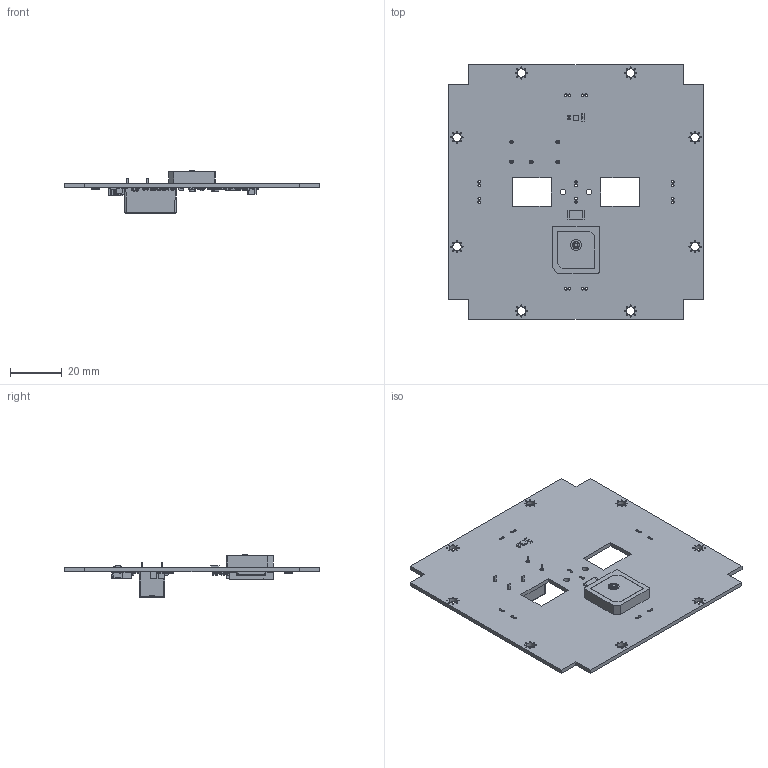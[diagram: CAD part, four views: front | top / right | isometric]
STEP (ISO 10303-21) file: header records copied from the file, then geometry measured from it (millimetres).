
FILE_DESCRIPTION(('KiCad electronic assembly'),'2;1');
FILE_NAME('-Z.step','2026-01-30T16:30:50',('Pcbnew'),('Kicad'), 'Open CASCADE STEP processor 7.8','KiCad to STEP converter','Unknown' );
FILE_SCHEMA(('AUTOMOTIVE_DESIGN { 1 0 10303 214 1 1 1 1 }'));
Length unit declared in the file: millimetre
Products named in the file (52): -Z 1; R_0603_1608Metric; OPT4003DNPRQ1; CGGBP.18.4.A.02--3DModel-STEP-510211; C_0603_1608Metric; R_2512_6332Metric; TSOP-6_1.65x3.05mm_P0.95mm; LED_0603_1608Metric; U.FL_Hirose_U.FL-R-SMT-1_Vertical; Fuse_0603_1608Metric; SOT-363_SC-70-6; TSSOP-10_3x3mm_P0.5mm; 2053380002; SOT-23; 1393219-4; 522711069; SOLID; COMPOUND; C_1210_3225Metric; SIRA99DP-T1-GE3; SOT-23-6; ATB2012-50011-T000; PTVS10VZ1USKYL; Body; Pins; DRV8235; BODY-QFN; FRAME-RTE0016C; PIN1-ID; D_PowerDI-123; -Z_PCB
Assembly tree (167 placements, depth 4):
  -Z 1
    R_0603_1608Metric  x75
    OPT4003DNPRQ1
    CGGBP.18.4.A.02--3DModel-STEP-510211
    C_0603_1608Metric  x12
    R_2512_6332Metric  x3
    TSOP-6_1.65x3.05mm_P0.95mm  x3
    LED_0603_1608Metric  x5
    U.FL_Hirose_U.FL-R-SMT-1_Vertical  x2
    Fuse_0603_1608Metric  x6
    SOT-363_SC-70-6  x12
    TSSOP-10_3x3mm_P0.5mm
    2053380002
    SOT-23  x5
    1393219-4
    522711069
      SOLID
      COMPOUND
    C_1210_3225Metric  x3
    SIRA99DP-T1-GE3
    SOT-23-6
    ATB2012-50011-T000
    PTVS10VZ1USKYL
      Body
      Pins
    DRV8235
      BODY-QFN
      FRAME-RTE0016C
        SOLID
        SOLID
        SOLID
        SOLID
        SOLID
        SOLID
        SOLID
        SOLID
        SOLID
        SOLID
        SOLID
        SOLID
        SOLID
        SOLID
        SOLID
        SOLID
        SOLID
        SOLID
        SOLID
        SOLID
        SOLID
      PIN1-ID
    D_PowerDI-123
    -Z_PCB
Bounding box: 98 x 98 x 16.47 mm (x, y, z)
Volume: 18198.9 mm3; surface area: 24601.5 mm2
Topology: 206 solids, 206 shells, 7047 faces, 18393 edges, 11830 vertices
Faces by surface type: plane 4833, cylinder 1758, bspline 362, torus 66, cone 14, sphere 14
Full cylindrical faces by diameter (mm): 0.08 x50, 0.381 x64, 0.4 x2, 1 x20, 1.219 x1, 1.4 x5, 1.8 x2, 1.92 x2, 2 x4, 2.2 x2, 3.2 x8
Entity records: 90243 total; most frequent: CARTESIAN_POINT 14924, ORIENTED_EDGE 13676, DIRECTION 13187, EDGE_CURVE 6838, LINE 5481, VECTOR 5481, VERTEX_POINT 4403, AXIS2_PLACEMENT_3D 3853
